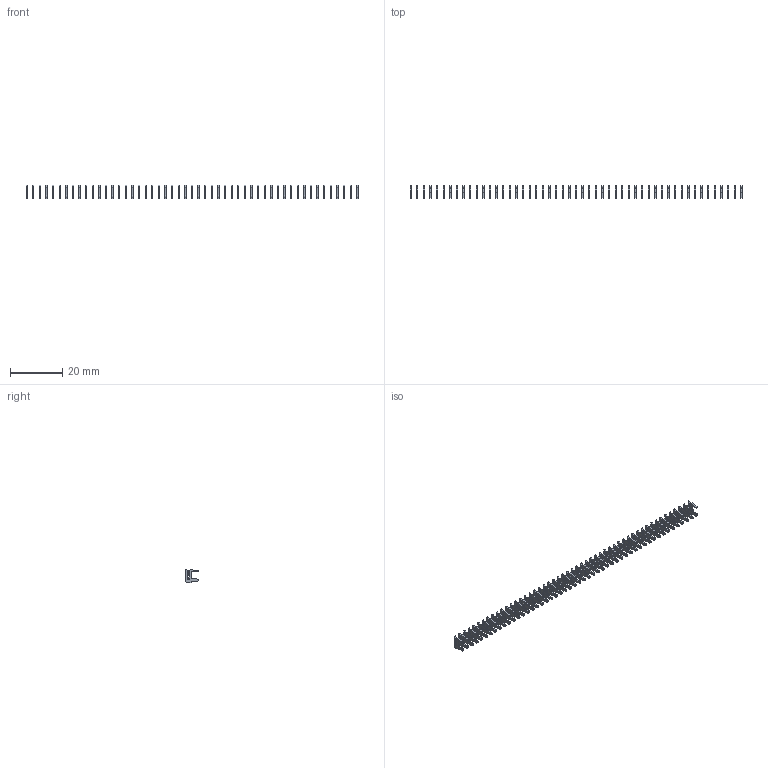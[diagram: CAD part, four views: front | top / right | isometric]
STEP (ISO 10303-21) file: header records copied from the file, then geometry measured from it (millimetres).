
FILE_DESCRIPTION (( 'STEP AP203' ), '1' );
FILE_NAME ('105-051-208-100.STEP', '2020-04-08T00:30:04', ( '' ), ( '' ), 'SwSTEP 2.0', 'SolidWorks 2016', '' );
FILE_SCHEMA (( 'CONFIG_CONTROL_DESIGN' ));
Length unit declared in the file: inch
Products named in the file (2): 100-290-001_100-290-208; 105-051-208-100
Assembly tree (51 placements, depth 2):
  105-051-208-100
    100-290-001_100-290-208  x51
Bounding box: 127.51 x 4.83 x 5.17 mm (x, y, z)
Volume: 350.9 mm3; surface area: 2167.3 mm2
Topology: 51 solids, 51 shells, 1275 faces, 3519 edges, 2346 vertices
Faces by surface type: plane 1122, cylinder 153
Entity records: 2589 total; most frequent: DIRECTION 233, CARTESIAN_POINT 194, ORIENTED_EDGE 138, CALENDAR_DATE 112, LOCAL_TIME 112, COORDINATED_UNIVERSAL_TIME_OFFSET 112, DATE_AND_TIME 112, AXIS2_PLACEMENT_3D 85
